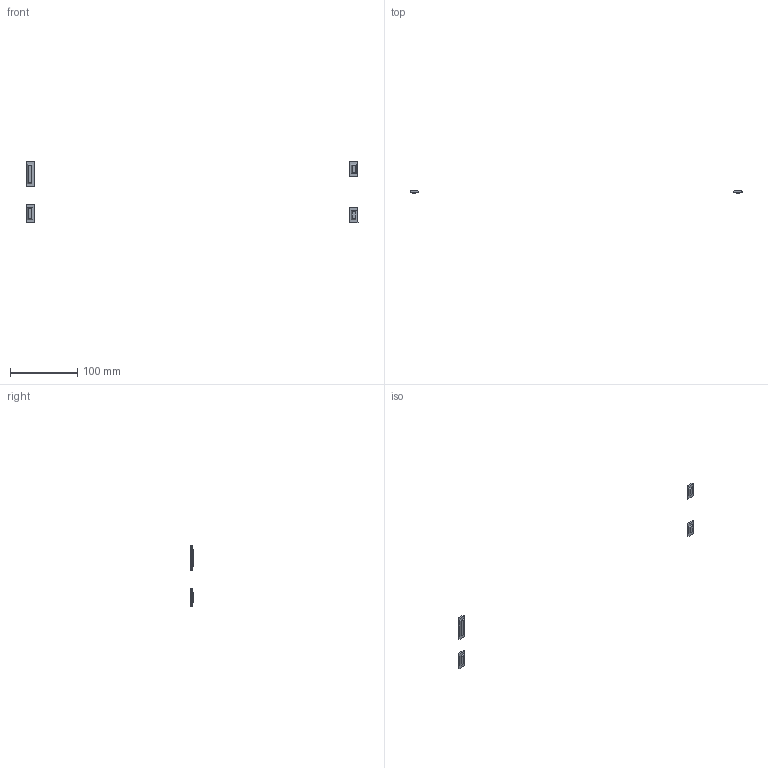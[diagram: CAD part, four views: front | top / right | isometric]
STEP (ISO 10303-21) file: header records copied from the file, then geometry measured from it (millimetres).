
FILE_DESCRIPTION(/* description */ (''),/* implementation_level */ '2;1');
FILE_NAME(/* name */ 'Y_linear_rails_spacers.step',/* time_stamp */ '2021-05-15T11:20:39+02:00',/* author */ (''),/* organization */ (''),/* preprocessor_version */ 'ST-DEVELOPER v18.1',/* originating_system */ 'Autodesk Translation Framework v10.6.0.1341',/* authorisation */ '');
FILE_SCHEMA (('AUTOMOTIVE_DESIGN { 1 0 10303 214 3 1 1 }'));
Length unit declared in the file: millimetre
Products named in the file (1): Y_linear_rails_spacers
Bounding box: 491.99 x 3.5 x 90.91 mm (x, y, z)
Volume: 3055.1 mm3; surface area: 3347.7 mm2
Topology: 4 solids, 4 shells, 178 faces, 462 edges, 308 vertices
Faces by surface type: plane 130, bspline 48
Entity records: 5483 total; most frequent: CARTESIAN_POINT 1405, ORIENTED_EDGE 924, DIRECTION 628, EDGE_CURVE 462, LINE 366, VECTOR 366, VERTEX_POINT 308, EDGE_LOOP 194
